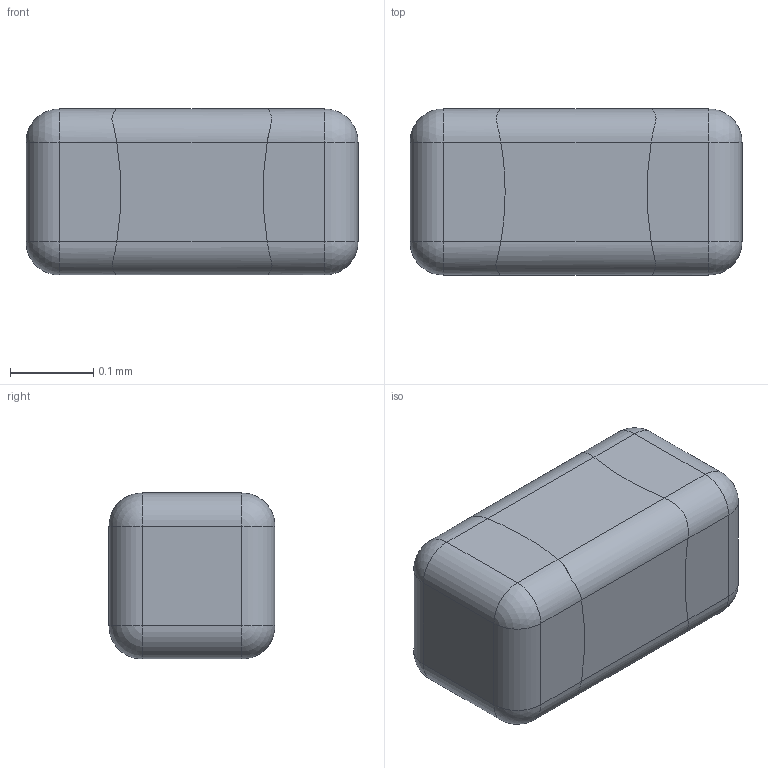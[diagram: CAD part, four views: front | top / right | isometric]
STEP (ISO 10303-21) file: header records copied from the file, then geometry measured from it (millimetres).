
FILE_DESCRIPTION(/* description */ (''),/* implementation_level */ '2;1');
FILE_NAME(/* name */ 'C01005.stp',/* time_stamp */ '2023-05-26T23:40:42+08:00',/* author */ (''),/* organization */ (''),/* preprocessor_version */ 'ST-DEVELOPER v16',/* originating_system */ 'SIEMENS PLM Software NX 10.0',/* authorisation */ '');
FILE_SCHEMA (('AUTOMOTIVE_DESIGN { 1 0 10303 214 3 1 1 1 }'));
Length unit declared in the file: millimetre
Products named in the file (1): C01005
Bounding box: 0.4 x 0.2 x 0.2 mm (x, y, z)
Volume: 0 mm3; surface area: 0.5 mm2
Topology: 3 solids, 3 shells, 70 faces, 168 edges, 88 vertices
Faces by surface type: cylinder 40, plane 14, bspline 8, sphere 8
Entity records: 2618 total; most frequent: CARTESIAN_POINT 727, ORIENTED_EDGE 304, DIRECTION 258, EDGE_CURVE 152, AXIS2_PLACEMENT_3D 107, VERTEX_POINT 88, PRESENTATION_STYLE_ASSIGNMENT 73, SURFACE_STYLE_USAGE 73
